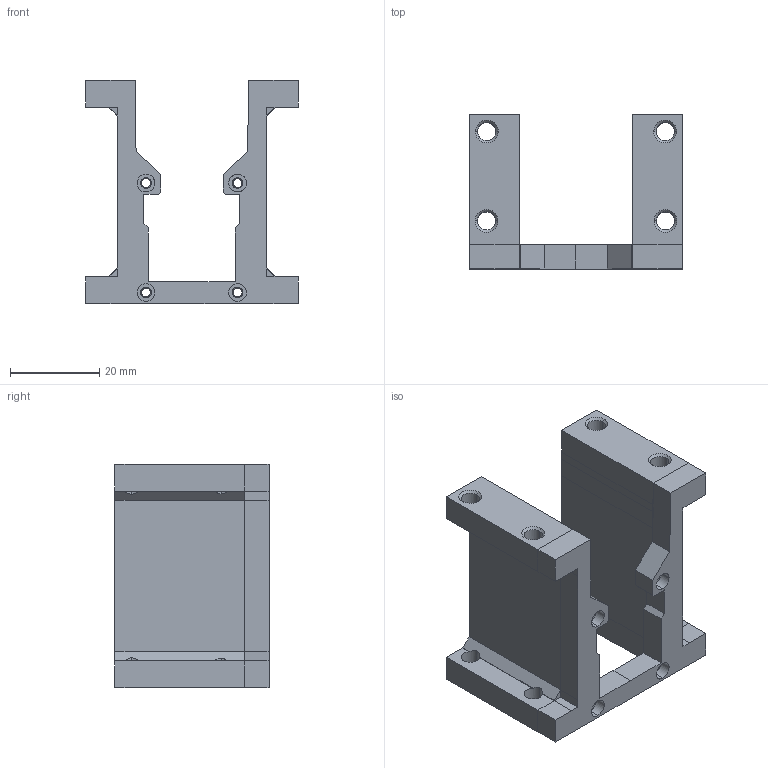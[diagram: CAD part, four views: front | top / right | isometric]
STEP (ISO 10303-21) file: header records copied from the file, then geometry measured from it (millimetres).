
FILE_DESCRIPTION(/* description */ (''),/* implementation_level */ '2;1');
FILE_NAME(/* name */ 'OB0738~1',/* time_stamp */ '2025-11-24T23:39:53+08:00',/* author */ (''),/* organization */ (''),/* preprocessor_version */ 'ST-DEVELOPER v16.5',/* originating_system */ '',/* authorisation */ '');
FILE_SCHEMA (('CONFIG_CONTROL_DESIGN'));
Length unit declared in the file: millimetre
Products named in the file (1): Document
Bounding box: 47.59 x 34.5 x 50 mm (x, y, z)
Volume: 20553.7 mm3; surface area: 11878.3 mm2
Topology: 1 solids, 1 shells, 149 faces, 391 edges, 244 vertices
Faces by surface type: plane 91, cylinder 34, bspline 24
Entity records: 6040 total; most frequent: CARTESIAN_POINT 3336, ORIENTED_EDGE 782, EDGE_CURVE 391, B_SPLINE_CURVE_WITH_KNOTS 301, VERTEX_POINT 244, EDGE_LOOP 173, ADVANCED_FACE 149, FACE_OUTER_BOUND 149
